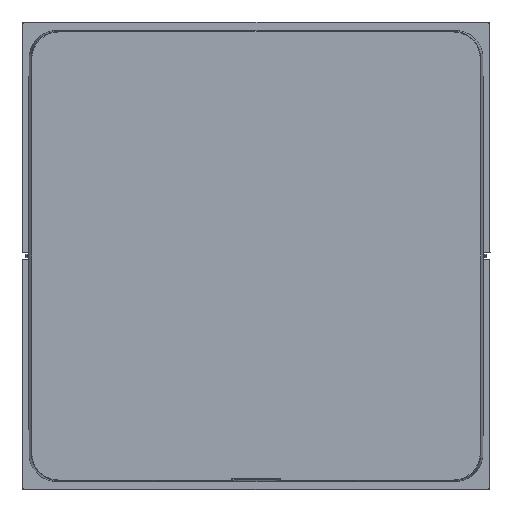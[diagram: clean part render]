
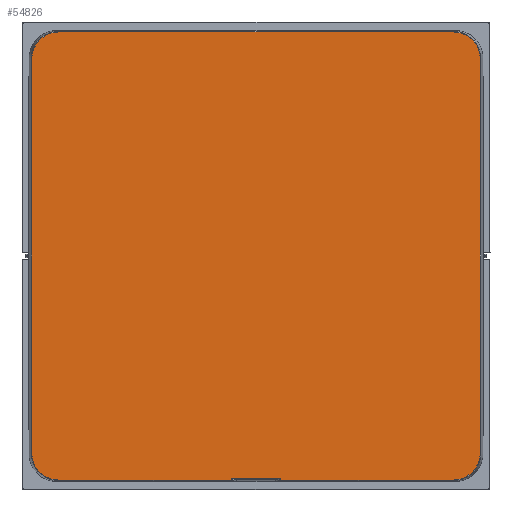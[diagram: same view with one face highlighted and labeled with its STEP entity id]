
A CAD part, left-side view. The second image highlights one B-rep face of the part: STEP entity #54826.
In plain terms, the highlighted planar face has unit normal (-1, 0, 0).
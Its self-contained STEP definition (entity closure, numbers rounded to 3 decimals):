
#52276=CARTESIAN_POINT(' ',(0.,8.124,-74.286));
#52277=VERTEX_POINT(' ',#52276);
#52581=CARTESIAN_POINT(' ',(0.,8.124,-73.629));
#52582=VERTEX_POINT(' ',#52581);
#52601=CARTESIAN_POINT(' ',(0.,8.124,-73.629));
#52606=DIRECTION(' ',(0.,0.,-1.));
#52611=VECTOR(' ',#52606,1.);
#52616=LINE('',#52601,#52611);
#52621=EDGE_CURVE(' ',#52582,#52277,#52616,.T.);
#53081=CARTESIAN_POINT(' ',(0.,8.215,-74.142));
#53086=DIRECTION(' ',(-1.,0.,0.));
#53091=DIRECTION(' ',(0.,0.017,-1.));
#53096=AXIS2_PLACEMENT_3D(' ',#53081,#53086,#53091);
#53101=CIRCLE('',#53096,0.17);
#53106=CARTESIAN_POINT(' ',(0.,8.218,-74.312));
#53107=VERTEX_POINT(' ',#53106);
#53111=EDGE_CURVE(' ',#53107,#52277,#53101,.T.);
#54211=CARTESIAN_POINT(' ',(0.,-8.124,-73.629));
#54212=VERTEX_POINT(' ',#54211);
#54226=CARTESIAN_POINT(' ',(0.,-8.124,-73.629));
#54231=DIRECTION(' ',(0.,1.,0.));
#54236=VECTOR(' ',#54231,1.);
#54241=LINE('',#54226,#54236);
#54246=EDGE_CURVE(' ',#54212,#52582,#54241,.T.);
#54271=DIRECTION(' ',(-1.,0.,0.));
#54276=CARTESIAN_POINT(' ',(0.,74.325,-74.312));
#54281=DIRECTION(' ',(0.,-1.,0.));
#54286=AXIS2_PLACEMENT_3D(' ',#54276,#54271,#54281);
#54291=PLANE('',#54286);
#54296=CARTESIAN_POINT(' ',(0.,-74.325,65.468));
#54301=DIRECTION(' ',(0.,0.,-1.));
#54306=VECTOR(' ',#54301,1.);
#54311=LINE('',#54296,#54306);
#54316=CARTESIAN_POINT(' ',(0.,-74.325,65.468));
#54317=VERTEX_POINT(' ',#54316);
#54321=CARTESIAN_POINT(' ',(0.,-74.325,-65.468));
#54322=VERTEX_POINT(' ',#54321);
#54326=EDGE_CURVE(' ',#54317,#54322,#54311,.T.);
#54331=ORIENTED_EDGE(' ',*,*,#54326,.F.);
#54336=CARTESIAN_POINT(' ',(0.,-65.419,74.312));
#54341=CARTESIAN_POINT(' ',(0.,-66.811,74.312));
#54346=CARTESIAN_POINT(' ',(0.,-68.195,73.987));
#54351=CARTESIAN_POINT(' ',(0.,-70.471,72.848));
#54356=CARTESIAN_POINT(' ',(0.,-71.403,72.127));
#54361=CARTESIAN_POINT(' ',(0.,-73.073,70.206));
#54366=CARTESIAN_POINT(' ',(0.,-73.731,68.941));
#54371=CARTESIAN_POINT(' ',(0.,-74.238,66.899));
#54376=CARTESIAN_POINT(' ',(0.,-74.325,66.184));
#54381=CARTESIAN_POINT(' ',(0.,-74.325,65.468));
#54386=B_SPLINE_CURVE_WITH_KNOTS('',3,(#54336,#54341,#54346,#54351,#54356,#54361,#54366,#54371,#54376,#54381),.UNSPECIFIED.,.F.,.U.,(4,2,2,2,4),(0.,0.299,0.547,0.846,1.),.UNSPECIFIED.);
#54391=CARTESIAN_POINT(' ',(0.,-65.419,74.312));
#54392=VERTEX_POINT(' ',#54391);
#54396=EDGE_CURVE(' ',#54392,#54317,#54386,.T.);
#54401=ORIENTED_EDGE(' ',*,*,#54396,.F.);
#54406=CARTESIAN_POINT(' ',(0.,65.419,74.312));
#54411=DIRECTION(' ',(0.,-1.,0.));
#54416=VECTOR(' ',#54411,1.);
#54421=LINE('',#54406,#54416);
#54426=CARTESIAN_POINT(' ',(0.,65.419,74.312));
#54427=VERTEX_POINT(' ',#54426);
#54431=EDGE_CURVE(' ',#54427,#54392,#54421,.T.);
#54436=ORIENTED_EDGE(' ',*,*,#54431,.F.);
#54441=CARTESIAN_POINT(' ',(0.,65.419,74.312));
#54446=CARTESIAN_POINT(' ',(0.,67.753,74.312));
#54451=CARTESIAN_POINT(' ',(0.,69.982,73.409));
#54456=CARTESIAN_POINT(' ',(0.,72.331,71.136));
#54461=CARTESIAN_POINT(' ',(0.,72.924,70.336));
#54466=CARTESIAN_POINT(' ',(0.,73.992,68.242));
#54471=CARTESIAN_POINT(' ',(0.,74.325,66.87));
#54476=CARTESIAN_POINT(' ',(0.,74.325,65.467));
#54481=B_SPLINE_CURVE_WITH_KNOTS('',3,(#54441,#54446,#54451,#54456,#54461,#54466,#54471,#54476),.UNSPECIFIED.,.F.,.U.,(4,2,2,4),(0.,0.495,0.703,1.),.UNSPECIFIED.);
#54486=CARTESIAN_POINT(' ',(0.,74.325,65.467));
#54487=VERTEX_POINT(' ',#54486);
#54491=EDGE_CURVE(' ',#54427,#54487,#54481,.T.);
#54496=ORIENTED_EDGE(' ',*,*,#54491,.T.);
#54501=CARTESIAN_POINT(' ',(0.,74.325,65.467));
#54506=DIRECTION(' ',(0.,0.,-1.));
#54511=VECTOR(' ',#54506,1.);
#54516=LINE('',#54501,#54511);
#54521=CARTESIAN_POINT(' ',(0.,74.325,-65.468));
#54522=VERTEX_POINT(' ',#54521);
#54526=EDGE_CURVE(' ',#54487,#54522,#54516,.T.);
#54531=ORIENTED_EDGE(' ',*,*,#54526,.T.);
#54536=CARTESIAN_POINT(' ',(0.,65.419,-74.312));
#54541=CARTESIAN_POINT(' ',(0.,66.811,-74.312));
#54546=CARTESIAN_POINT(' ',(0.,68.195,-73.987));
#54551=CARTESIAN_POINT(' ',(0.,70.471,-72.848));
#54556=CARTESIAN_POINT(' ',(0.,71.403,-72.127));
#54561=CARTESIAN_POINT(' ',(0.,73.073,-70.206));
#54566=CARTESIAN_POINT(' ',(0.,73.731,-68.941));
#54571=CARTESIAN_POINT(' ',(0.,74.238,-66.899));
#54576=CARTESIAN_POINT(' ',(0.,74.325,-66.184));
#54581=CARTESIAN_POINT(' ',(0.,74.325,-65.468));
#54586=B_SPLINE_CURVE_WITH_KNOTS('',3,(#54536,#54541,#54546,#54551,#54556,#54561,#54566,#54571,#54576,#54581),.UNSPECIFIED.,.F.,.U.,(4,2,2,2,4),(0.,0.299,0.547,0.846,1.),.UNSPECIFIED.);
#54591=CARTESIAN_POINT(' ',(0.,65.419,-74.312));
#54592=VERTEX_POINT(' ',#54591);
#54596=EDGE_CURVE(' ',#54592,#54522,#54586,.T.);
#54601=ORIENTED_EDGE(' ',*,*,#54596,.F.);
#54606=CARTESIAN_POINT(' ',(0.,8.218,-74.312));
#54611=DIRECTION(' ',(0.,1.,0.));
#54616=VECTOR(' ',#54611,1.);
#54621=LINE('',#54606,#54616);
#54626=EDGE_CURVE(' ',#53107,#54592,#54621,.T.);
#54631=ORIENTED_EDGE(' ',*,*,#54626,.F.);
#54636=ORIENTED_EDGE(' ',*,*,#53111,.T.);
#54641=ORIENTED_EDGE(' ',*,*,#52621,.F.);
#54646=ORIENTED_EDGE(' ',*,*,#54246,.F.);
#54651=CARTESIAN_POINT(' ',(0.,-8.124,-73.629));
#54656=DIRECTION(' ',(0.,0.,-1.));
#54661=VECTOR(' ',#54656,1.);
#54666=LINE('',#54651,#54661);
#54671=CARTESIAN_POINT(' ',(0.,-8.124,-74.286));
#54672=VERTEX_POINT(' ',#54671);
#54676=EDGE_CURVE(' ',#54212,#54672,#54666,.T.);
#54681=ORIENTED_EDGE(' ',*,*,#54676,.T.);
#54686=CARTESIAN_POINT(' ',(0.,-8.215,-74.142));
#54691=DIRECTION(' ',(1.,0.,0.));
#54696=DIRECTION(' ',(0.,-0.017,-1.));
#54701=AXIS2_PLACEMENT_3D(' ',#54686,#54691,#54696);
#54706=CIRCLE('',#54701,0.17);
#54711=CARTESIAN_POINT(' ',(0.,-8.218,-74.312));
#54712=VERTEX_POINT(' ',#54711);
#54716=EDGE_CURVE(' ',#54712,#54672,#54706,.T.);
#54721=ORIENTED_EDGE(' ',*,*,#54716,.F.);
#54726=CARTESIAN_POINT(' ',(0.,-8.218,-74.312));
#54731=DIRECTION(' ',(0.,-1.,0.));
#54736=VECTOR(' ',#54731,1.);
#54741=LINE('',#54726,#54736);
#54746=CARTESIAN_POINT(' ',(0.,-65.419,-74.312));
#54747=VERTEX_POINT(' ',#54746);
#54751=EDGE_CURVE(' ',#54712,#54747,#54741,.T.);
#54756=ORIENTED_EDGE(' ',*,*,#54751,.T.);
#54761=CARTESIAN_POINT(' ',(0.,-65.419,-74.312));
#54766=CARTESIAN_POINT(' ',(0.,-67.753,-74.312));
#54771=CARTESIAN_POINT(' ',(0.,-69.982,-73.409));
#54776=CARTESIAN_POINT(' ',(0.,-72.331,-71.136));
#54781=CARTESIAN_POINT(' ',(0.,-72.924,-70.336));
#54786=CARTESIAN_POINT(' ',(0.,-73.992,-68.242));
#54791=CARTESIAN_POINT(' ',(0.,-74.325,-66.87));
#54796=CARTESIAN_POINT(' ',(0.,-74.325,-65.468));
#54801=B_SPLINE_CURVE_WITH_KNOTS('',3,(#54761,#54766,#54771,#54776,#54781,#54786,#54791,#54796),.UNSPECIFIED.,.F.,.U.,(4,2,2,4),(0.,0.495,0.703,1.),.UNSPECIFIED.);
#54806=EDGE_CURVE(' ',#54747,#54322,#54801,.T.);
#54811=ORIENTED_EDGE(' ',*,*,#54806,.T.);
#54816=EDGE_LOOP(' ',(#54331,#54401,#54436,#54496,#54531,#54601,#54631,#54636,#54641,#54646,#54681,#54721,#54756,#54811));
#54821=FACE_OUTER_BOUND(' ',#54816,.T.);
#54826=ADVANCED_FACE('',(#54821),#54291,.T.);
